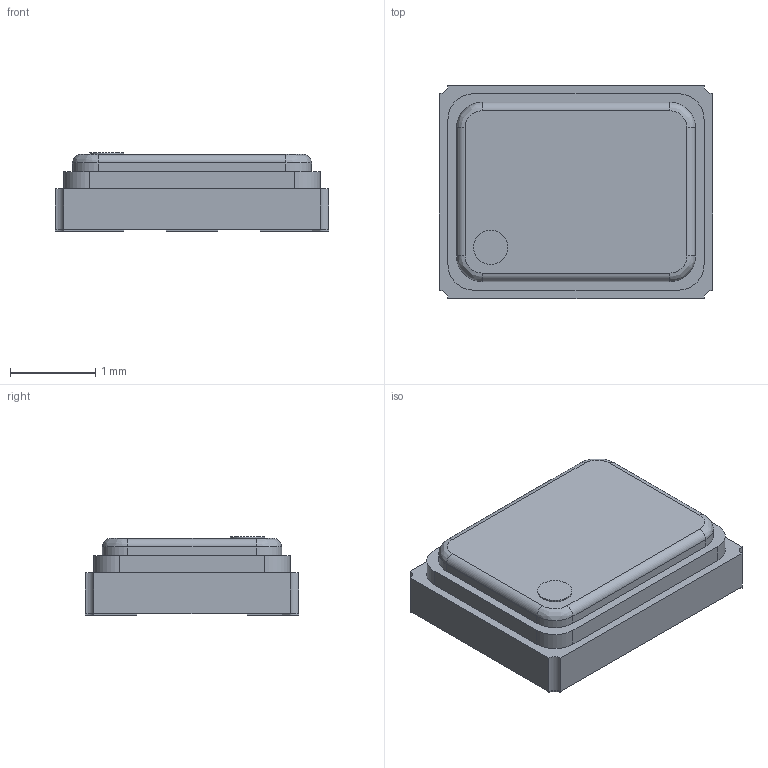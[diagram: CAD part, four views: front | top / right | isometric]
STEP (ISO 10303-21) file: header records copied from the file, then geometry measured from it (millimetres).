
FILE_DESCRIPTION (( 'STEP AP214' ), '1' );
FILE_NAME ('User Library-Oscillator_ECS-3225S.STEP', '2019-08-08T11:26:26', ( '' ), ( '' ), 'SwSTEP 2.0', 'SolidWorks 2019', '' );
FILE_SCHEMA (( 'AUTOMOTIVE_DESIGN' ));
Length unit declared in the file: millimetre
Products named in the file (11): User Library-Oscillator_ECS-3225S_Pin1Marker; User Library-Oscillator_ECS-3225S; User Library-Oscillator_ECS-3225S_Pin2; User Library-Oscillator_ECS-3225S_Pin4; User Library-Oscillator_ECS-3225S_Pin1; User Library-Oscillator_ECS-3225S_Pin6; User Library-Oscillator_ECS-3225S_Pin5; User Library-Oscillator_ECS-3225S_Pin3; User Library-Oscillator_ECS-3225S_Ceramic; User Library-Oscillator_ECS-3225S_Lid; User Library-Oscillator_ECS-3225S_MetalFrame
Assembly tree (10 placements, depth 2):
  User Library-Oscillator_ECS-3225S
    User Library-Oscillator_ECS-3225S_MetalFrame
    User Library-Oscillator_ECS-3225S_Pin1Marker
    User Library-Oscillator_ECS-3225S_Pin5
    User Library-Oscillator_ECS-3225S_Pin2
    User Library-Oscillator_ECS-3225S_Pin1
    User Library-Oscillator_ECS-3225S_Pin4
    User Library-Oscillator_ECS-3225S_Lid
    User Library-Oscillator_ECS-3225S_Pin6
    User Library-Oscillator_ECS-3225S_Pin3
    User Library-Oscillator_ECS-3225S_Ceramic
Bounding box: 3.2 x 2.5 x 0.92 mm (x, y, z)
Volume: 6.4 mm3; surface area: 54.7 mm2
Topology: 10 solids, 10 shells, 90 faces, 202 edges, 132 vertices
Faces by surface type: plane 64, cylinder 22, bspline 4
Entity records: 3699 total; most frequent: CARTESIAN_POINT 511, DIRECTION 440, ORIENTED_EDGE 404, EDGE_CURVE 202, LINE 154, VECTOR 154, AXIS2_PLACEMENT_3D 143, VERTEX_POINT 132
